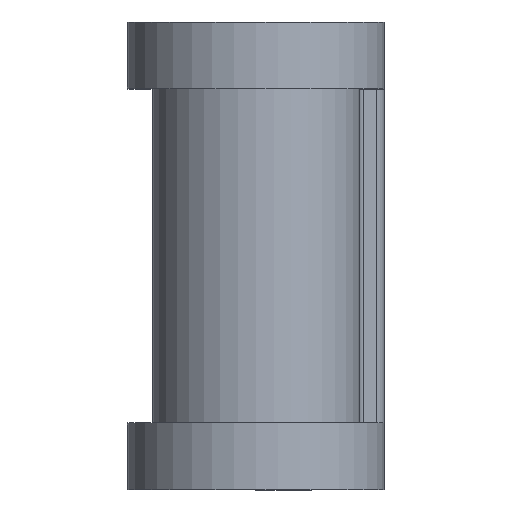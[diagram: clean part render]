
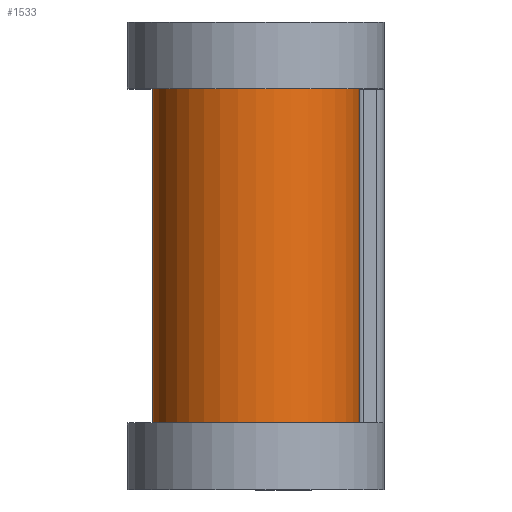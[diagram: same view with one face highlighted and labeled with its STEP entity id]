
A CAD part, top view. The second image highlights one B-rep face of the part: STEP entity #1533.
In plain terms, the highlighted cylindrical face has radius 6.299 mm (diameter 12.598 mm), a partial arc.
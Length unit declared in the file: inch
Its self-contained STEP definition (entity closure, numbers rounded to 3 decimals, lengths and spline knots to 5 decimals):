
#22 = VECTOR ( 'NONE', #896, 39.37008 ) ;
#48 = CIRCLE ( 'NONE', #288, 0.248 ) ;
#62 = ORIENTED_EDGE ( 'NONE', *, *, #1243, .T. ) ;
#89 = FACE_OUTER_BOUND ( 'NONE', #1498, .T. ) ;
#133 = CARTESIAN_POINT ( 'NONE',  ( 0., -0.4, 0. ) ) ;
#213 = ORIENTED_EDGE ( 'NONE', *, *, #1258, .T. ) ;
#267 = ORIENTED_EDGE ( 'NONE', *, *, #1465, .F. ) ;
#284 = DIRECTION ( 'NONE',  ( 0., 0., -1. ) ) ;
#288 = AXIS2_PLACEMENT_3D ( 'NONE', #133, #1071, #284 ) ;
#308 = CIRCLE ( 'NONE', #517, 0.248 ) ;
#346 = EDGE_CURVE ( 'NONE', #1351, #1305, #1452, .T. ) ;
#381 = CARTESIAN_POINT ( 'NONE',  ( 0., 0.5, -0.248 ) ) ;
#517 = AXIS2_PLACEMENT_3D ( 'NONE', #1409, #649, #1564 ) ;
#648 = CARTESIAN_POINT ( 'NONE',  ( 0., -0.4, -0.248 ) ) ;
#649 = DIRECTION ( 'NONE',  ( 0., -1., 0. ) ) ;
#767 = CARTESIAN_POINT ( 'NONE',  ( 0., 0.5, 0. ) ) ;
#887 = DIRECTION ( 'NONE',  ( 0., 0., -1. ) ) ;
#896 = DIRECTION ( 'NONE',  ( 0., -1., 0. ) ) ;
#903 = AXIS2_PLACEMENT_3D ( 'NONE', #767, #1402, #887 ) ;
#1071 = DIRECTION ( 'NONE',  ( 0., -1., 0. ) ) ;
#1090 = CARTESIAN_POINT ( 'NONE',  ( 0.248, 0.5, 0. ) ) ;
#1243 = EDGE_CURVE ( 'NONE', #1351, #1416, #308, .T. ) ;
#1258 = EDGE_CURVE ( 'NONE', #1416, #1547, #1329, .T. ) ;
#1305 = VERTEX_POINT ( 'NONE', #1728 ) ;
#1329 = LINE ( 'NONE', #381, #22 ) ;
#1351 = VERTEX_POINT ( 'NONE', #1737 ) ;
#1366 = ORIENTED_EDGE ( 'NONE', *, *, #346, .F. ) ;
#1402 = DIRECTION ( 'NONE',  ( 0., -1., 0. ) ) ;
#1409 = CARTESIAN_POINT ( 'NONE',  ( 0., 0.4, 0. ) ) ;
#1416 = VERTEX_POINT ( 'NONE', #1756 ) ;
#1452 = LINE ( 'NONE', #1090, #1456 ) ;
#1456 = VECTOR ( 'NONE', #1624, 39.37008 ) ;
#1465 = EDGE_CURVE ( 'NONE', #1305, #1547, #48, .T. ) ;
#1498 = EDGE_LOOP ( 'NONE', ( #1366, #62, #213, #267 ) ) ;
#1533 = ADVANCED_FACE ( 'NONE', ( #89 ), #1671, .T. ) ;
#1547 = VERTEX_POINT ( 'NONE', #648 ) ;
#1564 = DIRECTION ( 'NONE',  ( 0., 0., -1. ) ) ;
#1624 = DIRECTION ( 'NONE',  ( 0., -1., 0. ) ) ;
#1671 = CYLINDRICAL_SURFACE ( 'NONE', #903, 0.248 ) ;
#1728 = CARTESIAN_POINT ( 'NONE',  ( 0.248, -0.4, 0. ) ) ;
#1737 = CARTESIAN_POINT ( 'NONE',  ( 0.248, 0.4, 0. ) ) ;
#1756 = CARTESIAN_POINT ( 'NONE',  ( 0., 0.4, -0.248 ) ) ;
